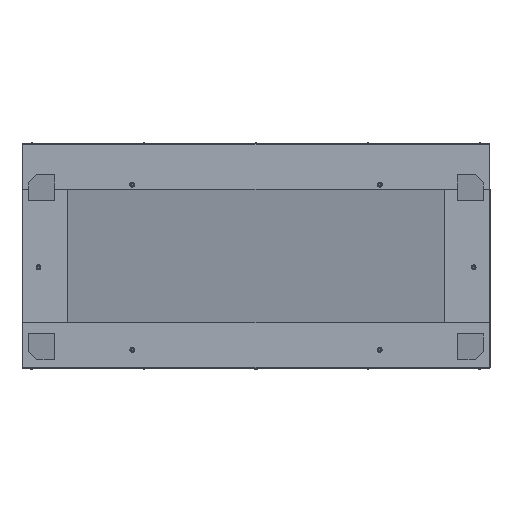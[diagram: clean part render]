
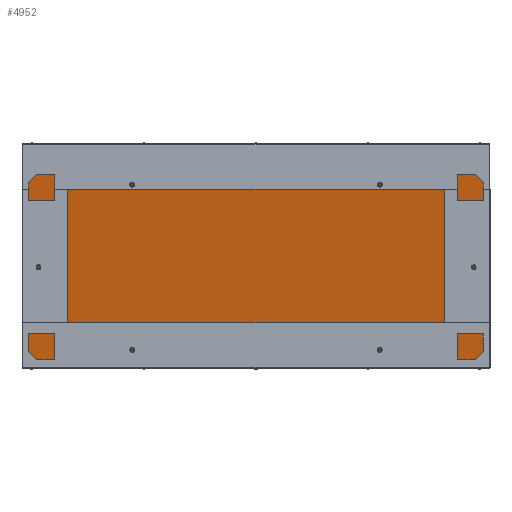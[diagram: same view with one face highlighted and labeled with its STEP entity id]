
A CAD part, front view. The second image highlights one B-rep face of the part: STEP entity #4952.
In plain terms, the highlighted planar face has unit normal (0, -0.981, -0.196).
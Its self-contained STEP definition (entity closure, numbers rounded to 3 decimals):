
#266 = FACE_OUTER_BOUND ( 'NONE', #6206, .T. ) ;
#273 = ORIENTED_EDGE ( 'NONE', *, *, #3668, .F. ) ;
#463 = VERTEX_POINT ( 'NONE', #2912 ) ;
#549 = ORIENTED_EDGE ( 'NONE', *, *, #7000, .T. ) ;
#841 = VERTEX_POINT ( 'NONE', #1890 ) ;
#923 = DIRECTION ( 'NONE',  ( 0., -0.196, 0.981 ) ) ;
#1473 = ORIENTED_EDGE ( 'NONE', *, *, #6346, .F. ) ;
#1624 = DIRECTION ( 'NONE',  ( -1., 0., 0. ) ) ;
#1890 = CARTESIAN_POINT ( 'NONE',  ( -518., 19.341, -1.804 ) ) ;
#2253 = ORIENTED_EDGE ( 'NONE', *, *, #4152, .T. ) ;
#2256 = CARTESIAN_POINT ( 'NONE',  ( 518., 118.541, -497.804 ) ) ;
#2386 = VECTOR ( 'NONE', #4003, 1000. ) ;
#2408 = CARTESIAN_POINT ( 'NONE',  ( 518., 119.019, -500.196 ) ) ;
#2688 = CARTESIAN_POINT ( 'NONE',  ( 518., 19.341, -1.804 ) ) ;
#2912 = CARTESIAN_POINT ( 'NONE',  ( 518., 118.541, -497.804 ) ) ;
#2927 = LINE ( 'NONE', #5093, #6609 ) ;
#3245 = LINE ( 'NONE', #2256, #3371 ) ;
#3371 = VECTOR ( 'NONE', #1624, 1000. ) ;
#3668 = EDGE_CURVE ( 'NONE', #463, #4419, #3245, .T. ) ;
#4003 = DIRECTION ( 'NONE',  ( 0., -0.196, 0.981 ) ) ;
#4152 = EDGE_CURVE ( 'NONE', #5856, #841, #2927, .T. ) ;
#4204 = LINE ( 'NONE', #4849, #6760 ) ;
#4419 = VERTEX_POINT ( 'NONE', #5984 ) ;
#4536 = CARTESIAN_POINT ( 'NONE',  ( 518., 119.019, -500.196 ) ) ;
#4597 = DIRECTION ( 'NONE',  ( 0., 0.196, -0.981 ) ) ;
#4849 = CARTESIAN_POINT ( 'NONE',  ( -518., 119.019, -500.196 ) ) ;
#4952 = ADVANCED_FACE ( 'NONE', ( #266 ), #5796, .T. ) ;
#5054 = LINE ( 'NONE', #4536, #2386 ) ;
#5093 = CARTESIAN_POINT ( 'NONE',  ( 518., 19.341, -1.804 ) ) ;
#5486 = AXIS2_PLACEMENT_3D ( 'NONE', #2408, #6932, #4597 ) ;
#5796 = PLANE ( 'NONE',  #5486 ) ;
#5856 = VERTEX_POINT ( 'NONE', #2688 ) ;
#5984 = CARTESIAN_POINT ( 'NONE',  ( -518., 118.541, -497.804 ) ) ;
#6206 = EDGE_LOOP ( 'NONE', ( #1473, #273, #549, #2253 ) ) ;
#6346 = EDGE_CURVE ( 'NONE', #4419, #841, #4204, .T. ) ;
#6609 = VECTOR ( 'NONE', #6677, 1000. ) ;
#6677 = DIRECTION ( 'NONE',  ( -1., 0., 0. ) ) ;
#6760 = VECTOR ( 'NONE', #923, 1000. ) ;
#6932 = DIRECTION ( 'NONE',  ( 0., -0.981, -0.196 ) ) ;
#7000 = EDGE_CURVE ( 'NONE', #463, #5856, #5054, .T. ) ;
